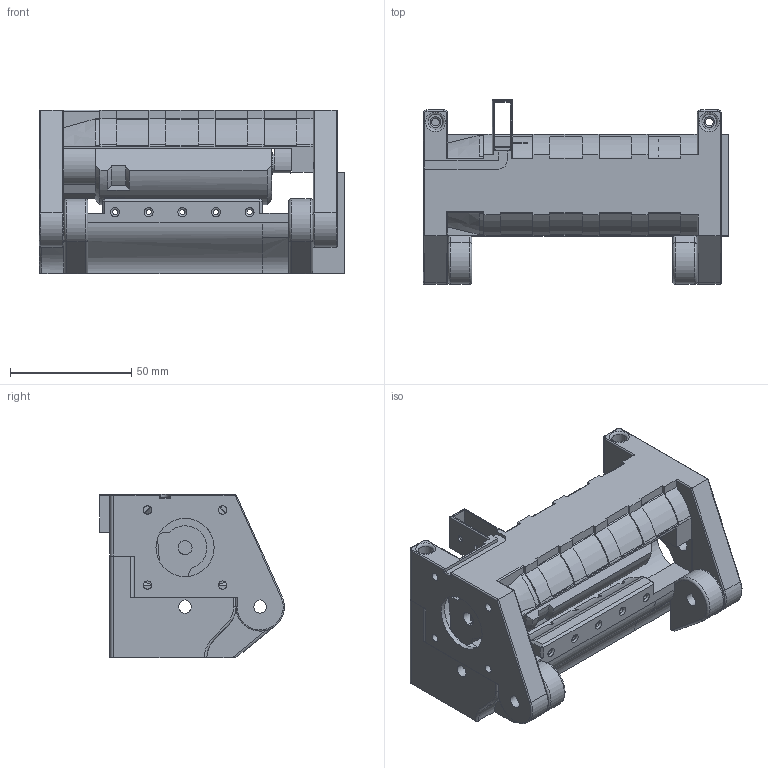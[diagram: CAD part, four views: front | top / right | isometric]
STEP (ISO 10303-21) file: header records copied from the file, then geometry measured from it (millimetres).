
FILE_DESCRIPTION(/* description */ (''),/* implementation_level */ '2;1');
FILE_NAME(/* name */ 'MSU assembly.step',/* time_stamp */ '2021-01-17T22:00:49-05:00',/* author */ (''),/* organization */ (''),/* preprocessor_version */ 'ST-DEVELOPER v18.1',/* originating_system */ 'Autodesk Translation Framework v9.7.1.1290',/* authorisation */ '');
FILE_SCHEMA (('AUTOMOTIVE_DESIGN { 1 0 10303 214 3 1 1 }'));
Length unit declared in the file: millimetre
Products named in the file (4): MMUV4; pulley body; Idler body; Idler [good version]
Assembly tree (3 placements, depth 2):
  MMUV4
    pulley body
    Idler body
    Idler [good version]
Bounding box: 126 x 76.24 x 67.5 mm (x, y, z)
Volume: 222110.7 mm3; surface area: 77632.2 mm2
Topology: 3 solids, 3 shells, 529 faces, 1393 edges, 902 vertices
Faces by surface type: plane 245, cylinder 236, torus 23, bspline 19, cone 6
Full cylindrical faces by diameter (mm): 2.2 x10, 2.7 x4, 3 x3, 3.2 x4, 3.4 x10, 4 x4, 4.2 x2, 4.6 x2, 5.435 x20, 5.7 x2, 6 x4, 6.2 x6, 6.547 x15, 7.9 x6, 9 x11, 24 x2, 35.641 x1
Entity records: 22816 total; most frequent: CARTESIAN_POINT 9552, ORIENTED_EDGE 2786, DIRECTION 2653, EDGE_CURVE 1393, AXIS2_PLACEMENT_3D 941, VERTEX_POINT 902, LINE 771, VECTOR 771
